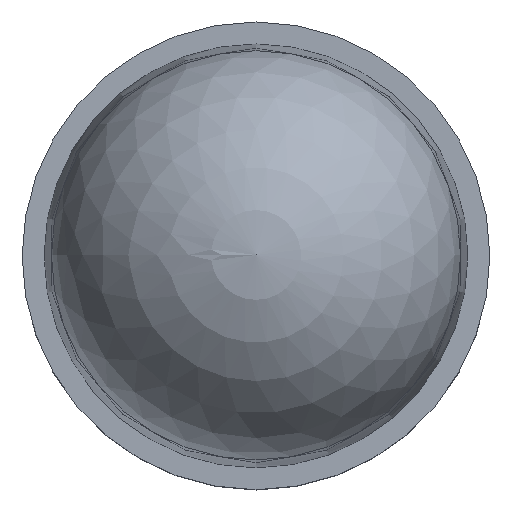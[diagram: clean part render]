
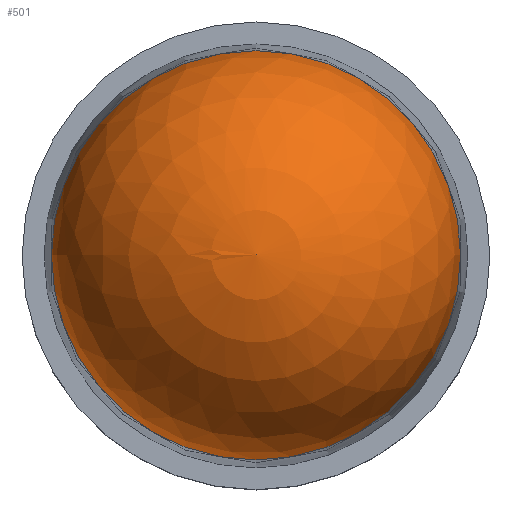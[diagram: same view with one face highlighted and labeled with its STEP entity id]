
A CAD part, top view. The second image highlights one B-rep face of the part: STEP entity #501.
In plain terms, the highlighted spherical face has radius 1.4 mm.
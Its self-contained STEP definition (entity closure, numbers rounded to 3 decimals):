
#485=CARTESIAN_POINT('',(0.0,1.4,6.232));
#486=VERTEX_POINT('',#485);
#487=CARTESIAN_POINT('',(0.0,-0.0,6.232));
#488=DIRECTION('',(0.0,0.0,-1.0));
#489=DIRECTION('',(0.0,1.0,0.0));
#490=AXIS2_PLACEMENT_3D('',#487,#488,#489);
#491=CIRCLE('',#490,1.4);
#492=EDGE_CURVE('n� 103',#486,#486,#491,.T.);
#493=ORIENTED_EDGE('',*,*,#492,.F.);
#494=EDGE_LOOP('',(#493));
#495=FACE_OUTER_BOUND('',#494,.T.);
#496=CARTESIAN_POINT('',(0.0,-0.0,6.2));
#497=DIRECTION('',(0.0,0.0,-1.0));
#498=DIRECTION('',(-1.0,0.0,0.0));
#499=AXIS2_PLACEMENT_3D('',#496,#497,#498);
#500=SPHERICAL_SURFACE('',#499,1.4);
#501=ADVANCED_FACE('n� 104',(#495),#500,.T.);
